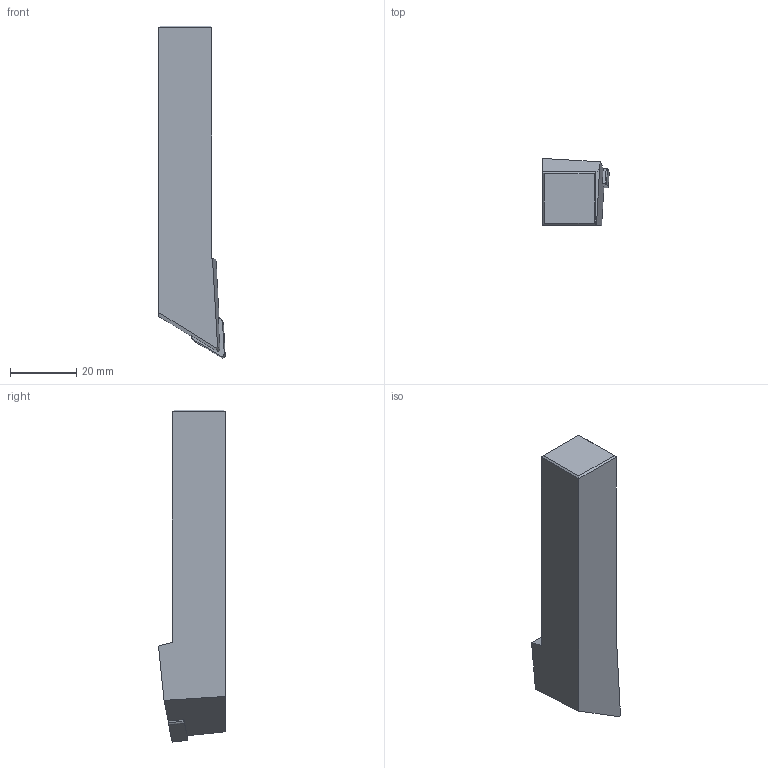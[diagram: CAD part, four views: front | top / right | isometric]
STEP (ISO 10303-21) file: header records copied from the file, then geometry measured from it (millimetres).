
FILE_DESCRIPTION((''),'2;1');
FILE_NAME('70541116_ASM','2018-10-12T16:04:41',('piechottad'),(''),'CREO PARAMETRIC BY PTC INC, 2017380','CREO PARAMETRIC BY PTC INC, 2017380','');
FILE_SCHEMA(('AUTOMOTIVE_DESIGN { 1 0 10303 214 1 1 1 1 }'));
Length unit declared in the file: millimetre
Products named in the file (3): 70541116NC; 70541116C; 70541116_ASM
Assembly tree (2 placements, depth 2):
  70541116_ASM
    70541116NC
    70541116C
Bounding box: 20 x 20.18 x 100.01 mm (x, y, z)
Volume: 25122.3 mm3; surface area: 7201.6 mm2
Topology: 2 solids, 2 shells, 34 faces, 91 edges, 61 vertices
Faces by surface type: plane 24, cylinder 6, torus 2, cone 2
Entity records: 2541 total; most frequent: DIRECTION 261, CARTESIAN_POINT 229, ORIENTED_EDGE 162, PROPERTY_DEFINITION 143, REPRESENTATION 141, PROPERTY_DEFINITION_REPRESENTATION 141, PRESENTATION_STYLE_ASSIGNMENT 133, STYLED_ITEM 133
